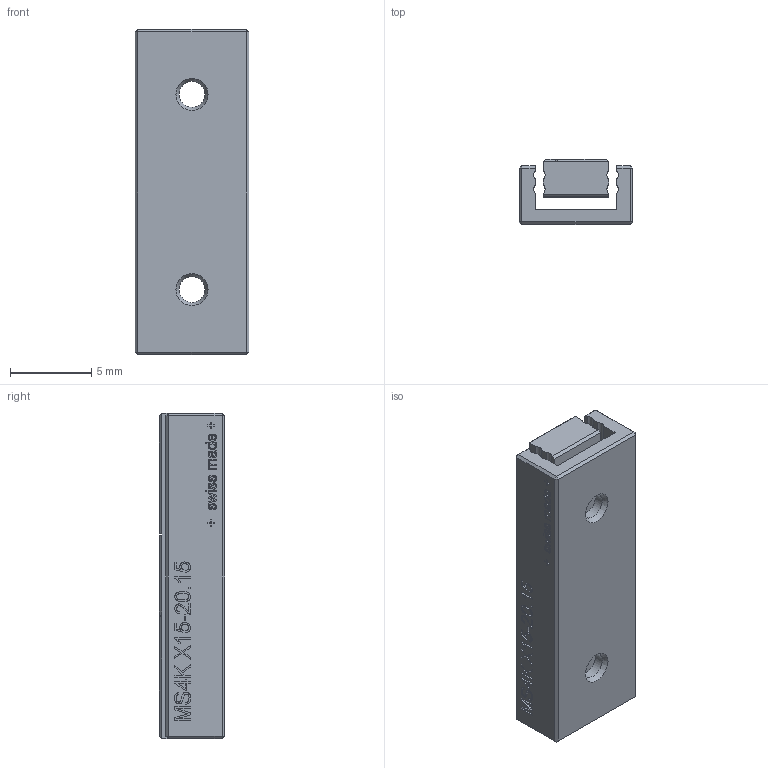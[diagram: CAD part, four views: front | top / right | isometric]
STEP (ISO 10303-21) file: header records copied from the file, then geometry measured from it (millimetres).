
FILE_DESCRIPTION(('FreeCAD Model'),'2;1');
FILE_NAME('MS4K X15-20.15.step', '2020-04-13T15:15:50',('Author'),(''), 'Open CASCADE STEP processor 6.8','FreeCAD','Unknown');
FILE_SCHEMA(('AUTOMOTIVE_DESIGN_CC2 { 1 2 10303 214 -1 1 5 4 }'));
Length unit declared in the file: millimetre
Products named in the file (3): ASSEMBLY; DP; TT
Assembly tree (2 placements, depth 2):
  ASSEMBLY
    DP
    TT
Bounding box: 7 x 4 x 20 mm (x, y, z)
Volume: 389.3 mm3; surface area: 886.5 mm2
Topology: 2 solids, 2 shells, 590 faces, 1618 edges, 1064 vertices
Faces by surface type: extrusion 293, plane 281, cylinder 14, cone 2
Full cylindrical faces by diameter (mm): 1.6 x4, 2.72 x2
Entity records: 40011 total; most frequent: CARTESIAN_POINT 9573, DIRECTION 4563, VECTOR 3893, LINE 3600, ORIENTED_EDGE 3236, PCURVE 3236, DEFINITIONAL_REPRESENTATION 3236, EDGE_CURVE 1618
